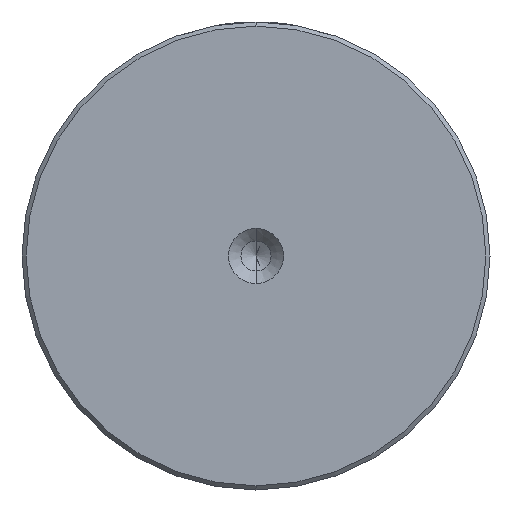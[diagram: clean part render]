
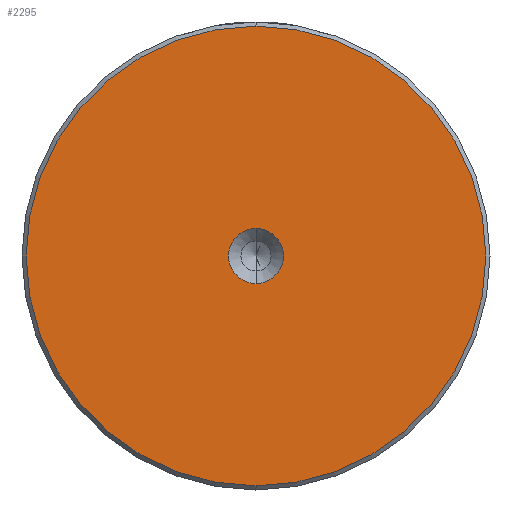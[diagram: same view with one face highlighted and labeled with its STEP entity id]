
A CAD part, left-side view. The second image highlights one B-rep face of the part: STEP entity #2295.
In plain terms, the highlighted planar face has unit normal (-1, 0, 0).
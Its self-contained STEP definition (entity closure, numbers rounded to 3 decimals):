
#188 = PLANE ( 'NONE',  #722 ) ;
#250 = VERTEX_POINT ( 'NONE', #2442 ) ;
#338 = EDGE_CURVE ( 'NONE', #1301, #1612, #1954, .T. ) ;
#344 = CARTESIAN_POINT ( 'NONE',  ( 0., 0., 0. ) ) ;
#383 = DIRECTION ( 'NONE',  ( 0., 0., 1. ) ) ;
#584 = AXIS2_PLACEMENT_3D ( 'NONE', #616, #1967, #813 ) ;
#616 = CARTESIAN_POINT ( 'NONE',  ( 0., 0., 0. ) ) ;
#630 = CIRCLE ( 'NONE', #1028, 3.3 ) ;
#722 = AXIS2_PLACEMENT_3D ( 'NONE', #954, #1539, #383 ) ;
#745 = EDGE_LOOP ( 'NONE', ( #2149, #1308 ) ) ;
#790 = CARTESIAN_POINT ( 'NONE',  ( 0., 0., 0. ) ) ;
#813 = DIRECTION ( 'NONE',  ( 0., 0., 1. ) ) ;
#954 = CARTESIAN_POINT ( 'NONE',  ( 0., 0., 0. ) ) ;
#988 = DIRECTION ( 'NONE',  ( 0., 0., 1. ) ) ;
#1028 = AXIS2_PLACEMENT_3D ( 'NONE', #790, #2133, #988 ) ;
#1038 = ORIENTED_EDGE ( 'NONE', *, *, #1494, .F. ) ;
#1064 = DIRECTION ( 'NONE',  ( -1., 0., 0. ) ) ;
#1286 = FACE_BOUND ( 'NONE', #1443, .T. ) ;
#1297 = CIRCLE ( 'NONE', #584, 3.3 ) ;
#1301 = VERTEX_POINT ( 'NONE', #2025 ) ;
#1308 = ORIENTED_EDGE ( 'NONE', *, *, #1811, .T. ) ;
#1326 = VERTEX_POINT ( 'NONE', #2051 ) ;
#1383 = CARTESIAN_POINT ( 'NONE',  ( 0., 0., 27.5 ) ) ;
#1443 = EDGE_LOOP ( 'NONE', ( #2188, #1038 ) ) ;
#1494 = EDGE_CURVE ( 'NONE', #1326, #250, #630, .T. ) ;
#1539 = DIRECTION ( 'NONE',  ( -1., 0., 0. ) ) ;
#1612 = VERTEX_POINT ( 'NONE', #1383 ) ;
#1638 = EDGE_CURVE ( 'NONE', #250, #1326, #1297, .T. ) ;
#1751 = FACE_OUTER_BOUND ( 'NONE', #745, .T. ) ;
#1811 = EDGE_CURVE ( 'NONE', #1612, #1301, #2364, .T. ) ;
#1954 = CIRCLE ( 'NONE', #2335, 27.5 ) ;
#1967 = DIRECTION ( 'NONE',  ( -1., 0., 0. ) ) ;
#2004 = AXIS2_PLACEMENT_3D ( 'NONE', #2202, #1064, #2403 ) ;
#2025 = CARTESIAN_POINT ( 'NONE',  ( 0., 0., -27.5 ) ) ;
#2051 = CARTESIAN_POINT ( 'NONE',  ( 0., 0., -3.3 ) ) ;
#2133 = DIRECTION ( 'NONE',  ( -1., 0., 0. ) ) ;
#2149 = ORIENTED_EDGE ( 'NONE', *, *, #338, .T. ) ;
#2188 = ORIENTED_EDGE ( 'NONE', *, *, #1638, .F. ) ;
#2202 = CARTESIAN_POINT ( 'NONE',  ( 0., 0., 0. ) ) ;
#2295 = ADVANCED_FACE ( 'NONE', ( #1751, #1286 ), #188, .T. ) ;
#2335 = AXIS2_PLACEMENT_3D ( 'NONE', #344, #2443, #2435 ) ;
#2364 = CIRCLE ( 'NONE', #2004, 27.5 ) ;
#2403 = DIRECTION ( 'NONE',  ( 0., 0., 1. ) ) ;
#2435 = DIRECTION ( 'NONE',  ( 0., 0., 1. ) ) ;
#2442 = CARTESIAN_POINT ( 'NONE',  ( 0., 0., 3.3 ) ) ;
#2443 = DIRECTION ( 'NONE',  ( -1., 0., 0. ) ) ;
